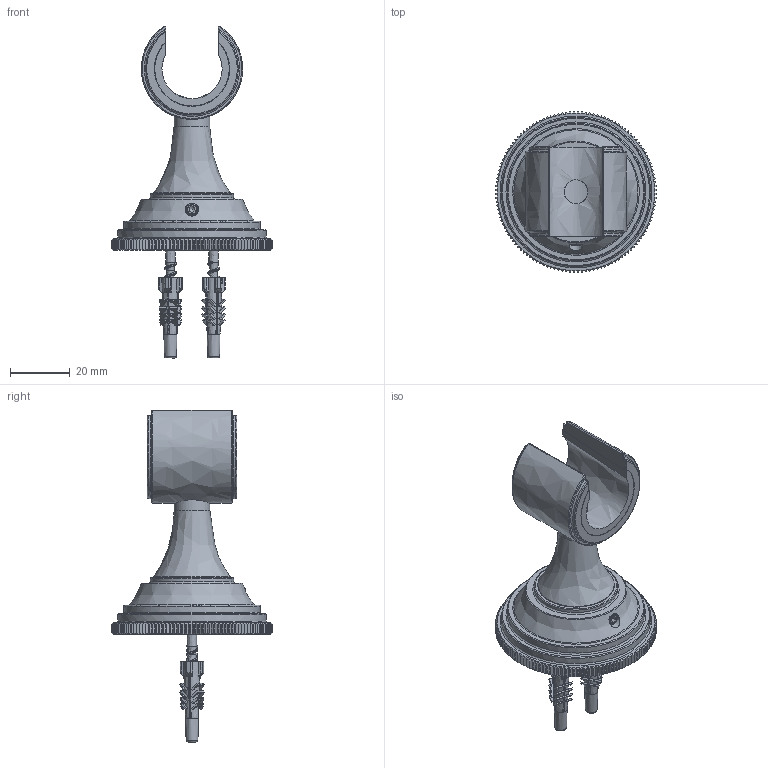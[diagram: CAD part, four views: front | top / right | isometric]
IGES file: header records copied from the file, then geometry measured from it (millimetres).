
Global section: file name: V667; native system: Autodesk Inventor 2018; preprocessor: unknown; author: adaniels; date: 20190708.105144; units: millimetre
Bounding box: 53.99 x 53.99 x 111.44 mm (x, y, z)
Volume: 42948.6 mm3; surface area: 23874.1 mm2
Topology: 9 solids, 9 shells, 1241 faces, 3150 edges, 1920 vertices
Faces by surface type: bspline 1241
